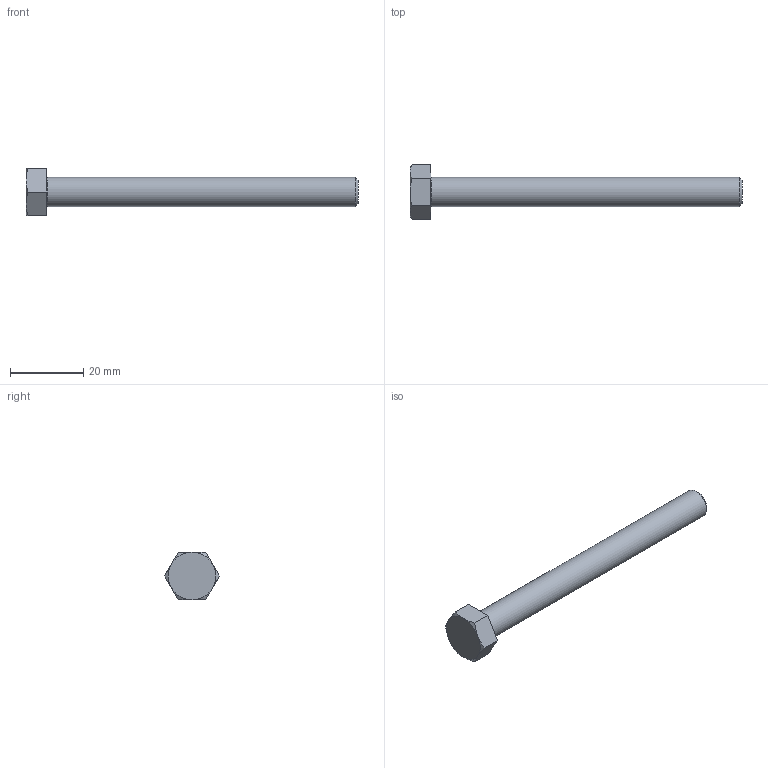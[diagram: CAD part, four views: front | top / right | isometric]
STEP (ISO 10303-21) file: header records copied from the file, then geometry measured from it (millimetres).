
FILE_DESCRIPTION((''),'2;1');
FILE_NAME('M8x85.ipt.step','2013-10-18T14:31:52',(''),(''),'Autodesk Inventor 2013','Autodesk Inventor 2013','');
FILE_SCHEMA(('AUTOMOTIVE_DESIGN { 1 0 10303 214 1 1 1 1 }'));
Length unit declared in the file: millimetre
Products named in the file (1): Hex Bolt - Metric M8 x 1.25 x 70
Bounding box: 90.68 x 15.01 x 13 mm (x, y, z)
Volume: 5094.6 mm3; surface area: 2664.8 mm2
Topology: 1 solids, 1 shells, 18 faces, 37 edges, 22 vertices
Faces by surface type: plane 9, cone 7, torus 1, cylinder 1
Full cylindrical faces by diameter (mm): 8 x1
Entity records: 466 total; most frequent: CARTESIAN_POINT 99, DIRECTION 70, ORIENTED_EDGE 68, EDGE_CURVE 34, AXIS2_PLACEMENT_3D 29, VERTEX_POINT 22, EDGE_LOOP 22, FACE_OUTER_BOUND 18
